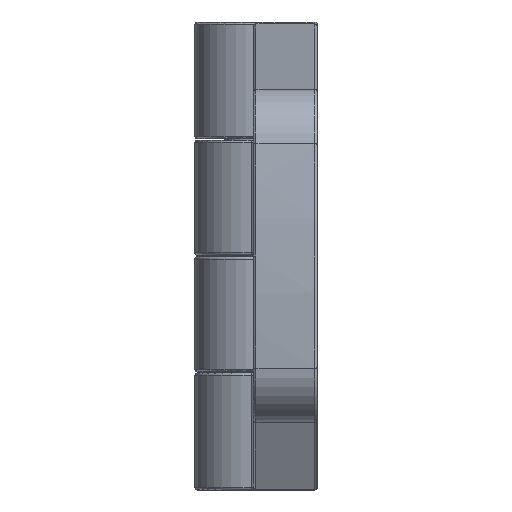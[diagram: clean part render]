
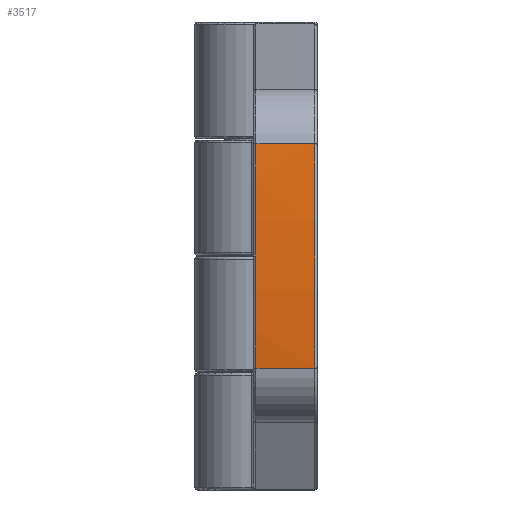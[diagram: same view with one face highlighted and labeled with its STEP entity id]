
A CAD part, left-side view. The second image highlights one B-rep face of the part: STEP entity #3517.
In plain terms, the highlighted cylindrical face has radius 82.374 mm (diameter 164.748 mm), a partial arc.
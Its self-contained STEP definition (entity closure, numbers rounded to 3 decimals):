
#533 = ORIENTED_EDGE ( 'NONE', *, *, #3534, .T. ) ;
#615 = EDGE_CURVE ( 'NONE', #616, #618, #2037, .T. ) ;
#616 = VERTEX_POINT ( 'NONE', #2105 ) ;
#618 = VERTEX_POINT ( 'NONE', #2059 ) ;
#1695 = VERTEX_POINT ( 'NONE', #2745 ) ;
#1700 = EDGE_LOOP ( 'NONE', ( #3511, #3518, #533, #3523, #3581 ) ) ;
#2037 = CIRCLE ( 'NONE', #2103, 82.374 ) ;
#2059 = CARTESIAN_POINT ( 'NONE',  ( 38., 0., 0. ) ) ;
#2100 = DIRECTION ( 'NONE',  ( 1., 0., 0. ) ) ;
#2101 = DIRECTION ( 'NONE',  ( 0., -1., 0. ) ) ;
#2102 = CARTESIAN_POINT ( 'NONE',  ( -44.374, 0., 0. ) ) ;
#2103 = AXIS2_PLACEMENT_3D ( 'NONE', #2102, #2101, #2100 ) ;
#2105 = CARTESIAN_POINT ( 'NONE',  ( 37.508, 0., -8.988 ) ) ;
#2745 = CARTESIAN_POINT ( 'NONE',  ( 37.508, -4.7, -8.988 ) ) ;
#2784 = FACE_OUTER_BOUND ( 'NONE', #1700, .T. ) ;
#2813 = DIRECTION ( 'NONE',  ( -1., 0., 0. ) ) ;
#2819 = CARTESIAN_POINT ( 'NONE',  ( 37.508, -4.7, 8.988 ) ) ;
#2820 = AXIS2_PLACEMENT_3D ( 'NONE', #2823, #2821, #2813 ) ;
#2821 = DIRECTION ( 'NONE',  ( 0., 1., 0. ) ) ;
#2823 = CARTESIAN_POINT ( 'NONE',  ( -44.374, -4.9, 0. ) ) ;
#2824 = LINE ( 'NONE', #2860, #2856 ) ;
#2832 = CARTESIAN_POINT ( 'NONE',  ( 37.508, 0., 8.988 ) ) ;
#2834 = CYLINDRICAL_SURFACE ( 'NONE', #2820, 82.374 ) ;
#2835 = DIRECTION ( 'NONE',  ( 0., -1., 0. ) ) ;
#2836 = VECTOR ( 'NONE', #2835, 1000. ) ;
#2837 = CARTESIAN_POINT ( 'NONE',  ( 37.508, -4.9, 8.988 ) ) ;
#2838 = LINE ( 'NONE', #2837, #2836 ) ;
#2847 = CIRCLE ( 'NONE', #2853, 82.374 ) ;
#2852 = CARTESIAN_POINT ( 'NONE',  ( -44.374, 0., 0. ) ) ;
#2853 = AXIS2_PLACEMENT_3D ( 'NONE', #2852, #2906, #2905 ) ;
#2855 = DIRECTION ( 'NONE',  ( 0., 1., 0. ) ) ;
#2856 = VECTOR ( 'NONE', #2855, 1000. ) ;
#2860 = CARTESIAN_POINT ( 'NONE',  ( 37.508, -4.9, -8.988 ) ) ;
#2905 = DIRECTION ( 'NONE',  ( 1., 0., 0. ) ) ;
#2906 = DIRECTION ( 'NONE',  ( 0., -1., 0. ) ) ;
#3182 = AXIS2_PLACEMENT_3D ( 'NONE', #3238, #3216, #3215 ) ;
#3215 = DIRECTION ( 'NONE',  ( 0., 0., 1. ) ) ;
#3216 = DIRECTION ( 'NONE',  ( 0., 1., 0. ) ) ;
#3232 = CIRCLE ( 'NONE', #3182, 82.374 ) ;
#3238 = CARTESIAN_POINT ( 'NONE',  ( -44.374, -4.7, 0. ) ) ;
#3504 = EDGE_CURVE ( 'NONE', #3513, #3515, #2838, .T. ) ;
#3511 = ORIENTED_EDGE ( 'NONE', *, *, #3504, .T. ) ;
#3513 = VERTEX_POINT ( 'NONE', #2832 ) ;
#3515 = VERTEX_POINT ( 'NONE', #2819 ) ;
#3517 = ADVANCED_FACE ( 'NONE', ( #2784 ), #2834, .T. ) ;
#3518 = ORIENTED_EDGE ( 'NONE', *, *, #3767, .T. ) ;
#3523 = ORIENTED_EDGE ( 'NONE', *, *, #615, .T. ) ;
#3534 = EDGE_CURVE ( 'NONE', #1695, #616, #2824, .T. ) ;
#3544 = EDGE_CURVE ( 'NONE', #618, #3513, #2847, .T. ) ;
#3581 = ORIENTED_EDGE ( 'NONE', *, *, #3544, .T. ) ;
#3767 = EDGE_CURVE ( 'NONE', #3515, #1695, #3232, .T. ) ;
